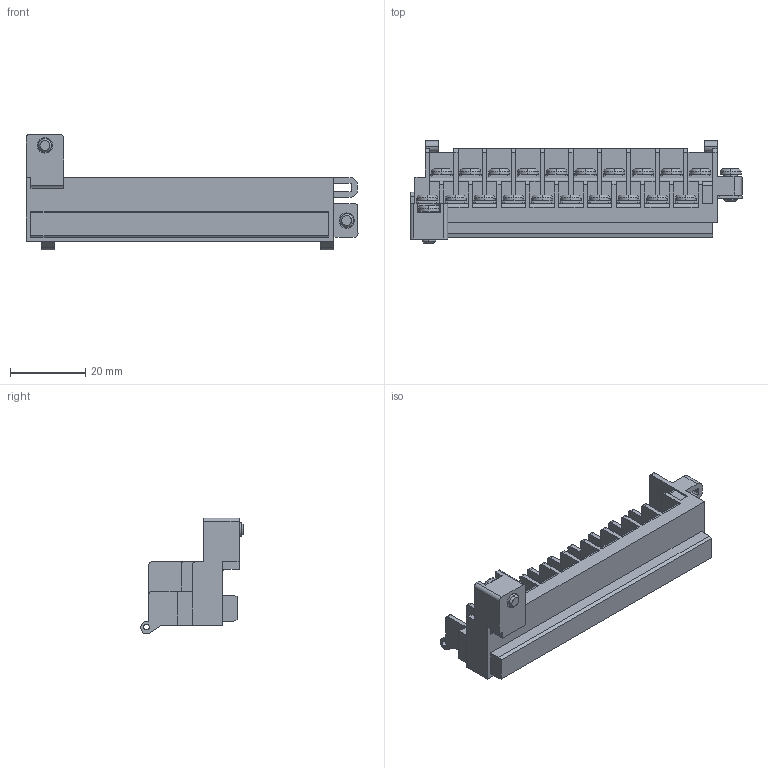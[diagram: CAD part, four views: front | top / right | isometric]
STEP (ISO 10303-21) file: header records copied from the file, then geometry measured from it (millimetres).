
FILE_DESCRIPTION (( 'STEP AP214' ), '1' );
FILE_NAME ('P3-RTB.STEP', '2025-10-30T15:57:43', ( '' ), ( '' ), 'SwSTEP 2.0', 'SolidWorks 2024', '' );
FILE_SCHEMA (( 'AUTOMOTIVE_DESIGN' ));
Length unit declared in the file: inch
Products named in the file (1): P3-RTB
Bounding box: 88.05 x 27.19 x 30.68 mm (x, y, z)
Volume: 18637.6 mm3; surface area: 11761.2 mm2
Topology: 3 solids, 3 shells, 1022 faces, 2784 edges, 1833 vertices
Faces by surface type: plane 670, cylinder 295, bspline 52, cone 5
Entity records: 33035 total; most frequent: CARTESIAN_POINT 6865, ORIENTED_EDGE 5568, DIRECTION 5313, EDGE_CURVE 2784, LINE 2075, VECTOR 2075, VERTEX_POINT 1833, AXIS2_PLACEMENT_3D 1619
